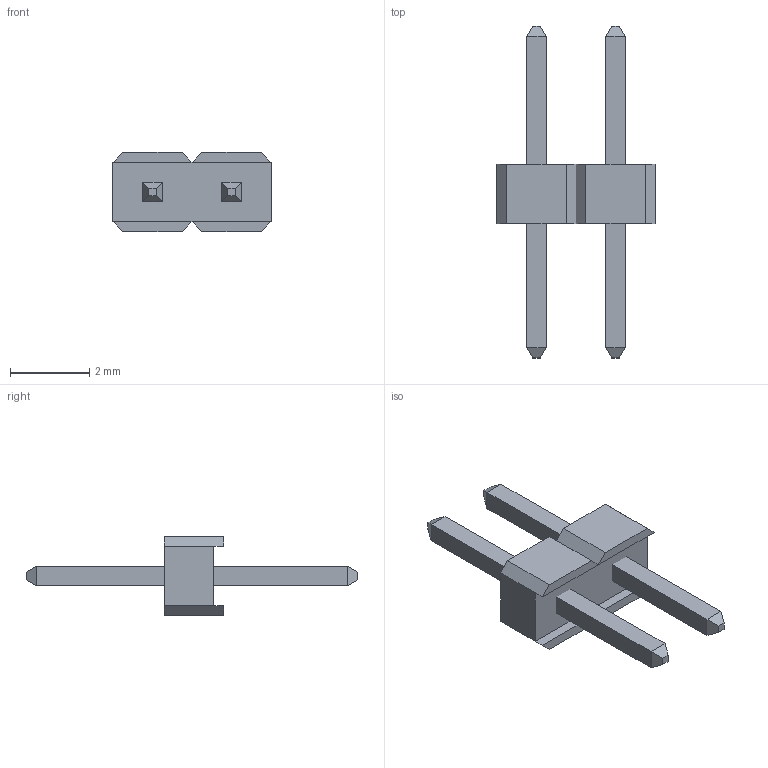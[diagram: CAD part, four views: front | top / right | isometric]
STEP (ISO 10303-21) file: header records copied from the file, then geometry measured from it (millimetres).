
FILE_DESCRIPTION(('STEP AP242'),'1');
FILE_NAME('m22-2010246.stp','2023-09-08T13:39:28',('TraceParts'),('TraceParts S.A.'),'Spatial InterOp 3D',' ',' ');
FILE_SCHEMA(('AP242_MANAGED_MODEL_BASED_3D_ENGINEERING_MIM_LF {1 0 10303 442 1 1 4}'));
Length unit declared in the file: millimetre
Products named in the file (1): M22-2010246_asm.stp|M22-2010246_asm:1#M22-20102_ASM|M22-20102_MOULD_0#M22-20102_MOULD;Solide1
Bounding box: 4 x 8.4 x 2 mm (x, y, z)
Volume: 30 mm3; surface area: 204.7 mm2
Topology: 11 solids, 11 shells, 172 faces, 362 edges, 212 vertices
Faces by surface type: plane 172
Entity records: 4534 total; most frequent: CARTESIAN_POINT 757, DIRECTION 728, ORIENTED_EDGE 724, EDGE_CURVE 362, LINE 362, VECTOR 362, VERTEX_POINT 212, AXIS2_PLACEMENT_3D 183
